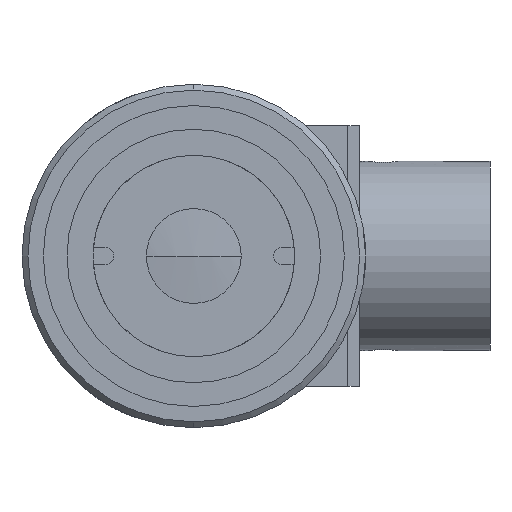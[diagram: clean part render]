
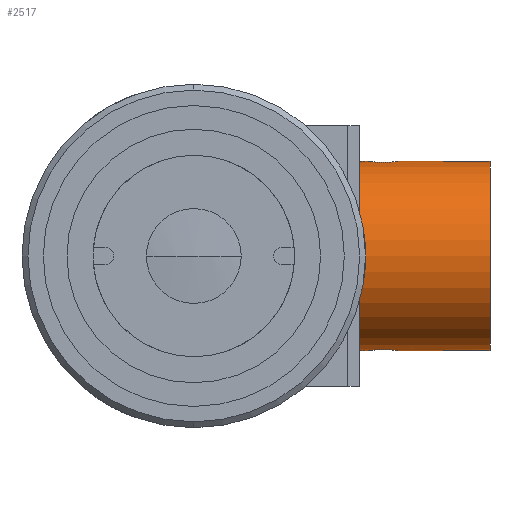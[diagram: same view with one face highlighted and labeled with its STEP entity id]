
A CAD part, front view. The second image highlights one B-rep face of the part: STEP entity #2517.
In plain terms, the highlighted cylindrical face has radius 8 mm (diameter 16 mm), a partial arc.
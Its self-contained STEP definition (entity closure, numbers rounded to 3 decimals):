
#1 = CARTESIAN_POINT ( 'NONE',  ( 15.836, -72.67, -7.902 ) ) ;
#11 = CARTESIAN_POINT ( 'NONE',  ( 17.25, -71.42, -8. ) ) ;
#23 = VECTOR ( 'NONE', #2591, 1000. ) ;
#30 = VECTOR ( 'NONE', #2563, 1000. ) ;
#106 = CARTESIAN_POINT ( 'NONE',  ( 17.25, -71.42, 8. ) ) ;
#126 = VERTEX_POINT ( 'NONE', #2427 ) ;
#149 = CARTESIAN_POINT ( 'NONE',  ( 14., -71.42, -8. ) ) ;
#156 = ORIENTED_EDGE ( 'NONE', *, *, #1827, .T. ) ;
#212 = CARTESIAN_POINT ( 'NONE',  ( 16.328, -72.637, 7.907 ) ) ;
#218 = VECTOR ( 'NONE', #2653, 1000. ) ;
#227 = CARTESIAN_POINT ( 'NONE',  ( 14.75, -71.502, 8. ) ) ;
#253 = CARTESIAN_POINT ( 'NONE',  ( 14., -71.42, 0. ) ) ;
#274 = VERTEX_POINT ( 'NONE', #2125 ) ;
#304 = CARTESIAN_POINT ( 'NONE',  ( 16.164, -72.662, -7.903 ) ) ;
#335 = ORIENTED_EDGE ( 'NONE', *, *, #3561, .T. ) ;
#454 = CARTESIAN_POINT ( 'NONE',  ( 14., -71.42, 0. ) ) ;
#517 = CARTESIAN_POINT ( 'NONE',  ( 15.919, -72.67, 7.902 ) ) ;
#521 = EDGE_CURVE ( 'NONE', #2011, #1079, #3150, .T. ) ;
#522 = CARTESIAN_POINT ( 'NONE',  ( 14., -71.42, 8. ) ) ;
#591 = CARTESIAN_POINT ( 'NONE',  ( 14.75, -71.585, -8. ) ) ;
#600 = CARTESIAN_POINT ( 'NONE',  ( 16.403, -72.606, -7.912 ) ) ;
#721 = DIRECTION ( 'NONE',  ( -1., 0., 0. ) ) ;
#731 = B_SPLINE_CURVE_WITH_KNOTS ( 'NONE', 3,
 ( #3153, #803, #2573, #3439, #1686, #3745, #1979, #212, #2280, #517, #2587, #820, #2876, #1114, #3168, #1402, #3457, #1703, #3759, #1994, #227, #2293 ),
 .UNSPECIFIED., .F., .F.,
 ( 4, 2, 2, 2, 2, 2, 2, 2, 2, 2, 4 ),
 ( 0., 0., 0.001, 0.001, 0.002, 0.002, 0.002, 0.003, 0.003, 0.004, 0.004 ),
 .UNSPECIFIED. ) ;
#803 = CARTESIAN_POINT ( 'NONE',  ( 17.25, -71.585, 8. ) ) ;
#820 = CARTESIAN_POINT ( 'NONE',  ( 15.675, -72.63, 7.908 ) ) ;
#900 = CARTESIAN_POINT ( 'NONE',  ( 14.75, -71.42, -8. ) ) ;
#907 = CARTESIAN_POINT ( 'NONE',  ( 16.767, -72.42, -7.938 ) ) ;
#970 = EDGE_CURVE ( 'NONE', #274, #2124, #3349, .T. ) ;
#1079 = VERTEX_POINT ( 'NONE', #3485 ) ;
#1114 = CARTESIAN_POINT ( 'NONE',  ( 15.37, -72.512, 7.925 ) ) ;
#1186 = CARTESIAN_POINT ( 'NONE',  ( 14.908, -72.05, -7.977 ) ) ;
#1202 = CARTESIAN_POINT ( 'NONE',  ( 17.092, -72.05, -7.977 ) ) ;
#1269 = CARTESIAN_POINT ( 'NONE',  ( 14.75, -71.42, 8. ) ) ;
#1365 = B_SPLINE_CURVE_WITH_KNOTS ( 'NONE', 3,
 ( #900, #591, #2364, #1186, #3245, #1479, #3532, #1778, #1, #2074, #304, #2379, #600, #2668, #907, #2967, #1202, #3254, #1490, #3548, #1789, #11 ),
 .UNSPECIFIED., .F., .F.,
 ( 4, 2, 2, 2, 2, 2, 2, 2, 2, 2, 4 ),
 ( 0., 0., 0.001, 0.001, 0.002, 0.002, 0.002, 0.003, 0.003, 0.004, 0.004 ),
 .UNSPECIFIED. ) ;
#1368 = CARTESIAN_POINT ( 'NONE',  ( 17.25, -71.42, -8. ) ) ;
#1402 = CARTESIAN_POINT ( 'NONE',  ( 15., -72.187, 7.964 ) ) ;
#1405 = DIRECTION ( 'NONE',  ( -1., 0., 0. ) ) ;
#1436 = CARTESIAN_POINT ( 'NONE',  ( 14., -71.42, 0. ) ) ;
#1479 = CARTESIAN_POINT ( 'NONE',  ( 15.231, -72.419, -7.938 ) ) ;
#1490 = CARTESIAN_POINT ( 'NONE',  ( 17.21, -71.745, -7.994 ) ) ;
#1492 = EDGE_CURVE ( 'NONE', #3691, #3334, #3346, .T. ) ;
#1502 = EDGE_CURVE ( 'NONE', #3334, #3836, #1365, .T. ) ;
#1512 = CARTESIAN_POINT ( 'NONE',  ( 14., -71.42, -8. ) ) ;
#1589 = ORIENTED_EDGE ( 'NONE', *, *, #3619, .F. ) ;
#1601 = LINE ( 'NONE', #522, #23 ) ;
#1635 = AXIS2_PLACEMENT_3D ( 'NONE', #253, #1768, #2338 ) ;
#1686 = CARTESIAN_POINT ( 'NONE',  ( 16.999, -72.189, 7.964 ) ) ;
#1703 = CARTESIAN_POINT ( 'NONE',  ( 14.814, -71.823, 7.99 ) ) ;
#1729 = DIRECTION ( 'NONE',  ( 0., 0., 1. ) ) ;
#1737 = ORIENTED_EDGE ( 'NONE', *, *, #3120, .F. ) ;
#1749 = CIRCLE ( 'NONE', #3103, 8. ) ;
#1768 = DIRECTION ( 'NONE',  ( 1., 0., 0. ) ) ;
#1778 = CARTESIAN_POINT ( 'NONE',  ( 15.672, -72.637, -7.907 ) ) ;
#1789 = CARTESIAN_POINT ( 'NONE',  ( 17.25, -71.502, -8. ) ) ;
#1827 = EDGE_CURVE ( 'NONE', #2011, #1961, #731, .T. ) ;
#1961 = VERTEX_POINT ( 'NONE', #1269 ) ;
#1979 = CARTESIAN_POINT ( 'NONE',  ( 16.629, -72.512, 7.925 ) ) ;
#1994 = CARTESIAN_POINT ( 'NONE',  ( 14.758, -71.585, 7.999 ) ) ;
#2011 = VERTEX_POINT ( 'NONE', #106 ) ;
#2017 = EDGE_LOOP ( 'NONE', ( #1737, #2151, #1589, #2670, #2598, #3521, #335, #2042, #156 ) ) ;
#2029 = FACE_OUTER_BOUND ( 'NONE', #2017, .T. ) ;
#2042 = ORIENTED_EDGE ( 'NONE', *, *, #521, .F. ) ;
#2074 = CARTESIAN_POINT ( 'NONE',  ( 16.081, -72.67, -7.902 ) ) ;
#2120 = AXIS2_PLACEMENT_3D ( 'NONE', #3171, #1405, #3459 ) ;
#2124 = VERTEX_POINT ( 'NONE', #3391 ) ;
#2125 = CARTESIAN_POINT ( 'NONE',  ( 14., -79.42, 0. ) ) ;
#2151 = ORIENTED_EDGE ( 'NONE', *, *, #970, .F. ) ;
#2280 = CARTESIAN_POINT ( 'NONE',  ( 16.164, -72.67, 7.902 ) ) ;
#2293 = CARTESIAN_POINT ( 'NONE',  ( 14.75, -71.42, 8. ) ) ;
#2306 = CARTESIAN_POINT ( 'NONE',  ( 14., -71.42, 8. ) ) ;
#2338 = DIRECTION ( 'NONE',  ( 0., 0., -1. ) ) ;
#2364 = CARTESIAN_POINT ( 'NONE',  ( 14.783, -71.748, -7.995 ) ) ;
#2378 = VECTOR ( 'NONE', #3161, 1000. ) ;
#2379 = CARTESIAN_POINT ( 'NONE',  ( 16.325, -72.63, -7.908 ) ) ;
#2390 = EDGE_CURVE ( 'NONE', #3836, #126, #2398, .T. ) ;
#2398 = LINE ( 'NONE', #149, #30 ) ;
#2427 = CARTESIAN_POINT ( 'NONE',  ( 25., -71.42, -8. ) ) ;
#2459 = CARTESIAN_POINT ( 'NONE',  ( 14.75, -71.42, -8. ) ) ;
#2517 = ADVANCED_FACE ( 'NONE', ( #2029 ), #3494, .T. ) ;
#2563 = DIRECTION ( 'NONE',  ( 1., 0., 0. ) ) ;
#2573 = CARTESIAN_POINT ( 'NONE',  ( 17.217, -71.748, 7.995 ) ) ;
#2587 = CARTESIAN_POINT ( 'NONE',  ( 15.836, -72.662, 7.903 ) ) ;
#2591 = DIRECTION ( 'NONE',  ( 1., 0., 0. ) ) ;
#2598 = ORIENTED_EDGE ( 'NONE', *, *, #1502, .T. ) ;
#2653 = DIRECTION ( 'NONE',  ( 1., 0., 0. ) ) ;
#2668 = CARTESIAN_POINT ( 'NONE',  ( 16.63, -72.512, -7.925 ) ) ;
#2670 = ORIENTED_EDGE ( 'NONE', *, *, #1492, .T. ) ;
#2805 = AXIS2_PLACEMENT_3D ( 'NONE', #454, #721, #3684 ) ;
#2876 = CARTESIAN_POINT ( 'NONE',  ( 15.597, -72.606, 7.912 ) ) ;
#2967 = CARTESIAN_POINT ( 'NONE',  ( 17., -72.187, -7.964 ) ) ;
#3103 = AXIS2_PLACEMENT_3D ( 'NONE', #1436, #3484, #1729 ) ;
#3120 = EDGE_CURVE ( 'NONE', #2124, #1961, #1601, .T. ) ;
#3150 = LINE ( 'NONE', #2306, #2378 ) ;
#3153 = CARTESIAN_POINT ( 'NONE',  ( 17.25, -71.42, 8. ) ) ;
#3161 = DIRECTION ( 'NONE',  ( 1., 0., 0. ) ) ;
#3168 = CARTESIAN_POINT ( 'NONE',  ( 15.233, -72.42, 7.938 ) ) ;
#3171 = CARTESIAN_POINT ( 'NONE',  ( 25., -71.42, 0. ) ) ;
#3222 = CARTESIAN_POINT ( 'NONE',  ( 14., -71.42, -8. ) ) ;
#3245 = CARTESIAN_POINT ( 'NONE',  ( 15.001, -72.189, -7.964 ) ) ;
#3254 = CARTESIAN_POINT ( 'NONE',  ( 17.186, -71.823, -7.99 ) ) ;
#3334 = VERTEX_POINT ( 'NONE', #2459 ) ;
#3346 = LINE ( 'NONE', #3222, #218 ) ;
#3349 = CIRCLE ( 'NONE', #2805, 8. ) ;
#3391 = CARTESIAN_POINT ( 'NONE',  ( 14., -71.42, 8. ) ) ;
#3439 = CARTESIAN_POINT ( 'NONE',  ( 17.092, -72.05, 7.977 ) ) ;
#3457 = CARTESIAN_POINT ( 'NONE',  ( 14.908, -72.05, 7.977 ) ) ;
#3459 = DIRECTION ( 'NONE',  ( 0., 0., 1. ) ) ;
#3484 = DIRECTION ( 'NONE',  ( -1., 0., 0. ) ) ;
#3485 = CARTESIAN_POINT ( 'NONE',  ( 25., -71.42, 8. ) ) ;
#3493 = CIRCLE ( 'NONE', #2120, 8. ) ;
#3494 = CYLINDRICAL_SURFACE ( 'NONE', #1635, 8. ) ;
#3521 = ORIENTED_EDGE ( 'NONE', *, *, #2390, .T. ) ;
#3532 = CARTESIAN_POINT ( 'NONE',  ( 15.371, -72.512, -7.925 ) ) ;
#3548 = CARTESIAN_POINT ( 'NONE',  ( 17.242, -71.585, -7.999 ) ) ;
#3561 = EDGE_CURVE ( 'NONE', #126, #1079, #3493, .T. ) ;
#3619 = EDGE_CURVE ( 'NONE', #3691, #274, #1749, .T. ) ;
#3684 = DIRECTION ( 'NONE',  ( 0., 0., 1. ) ) ;
#3691 = VERTEX_POINT ( 'NONE', #1512 ) ;
#3745 = CARTESIAN_POINT ( 'NONE',  ( 16.769, -72.419, 7.938 ) ) ;
#3759 = CARTESIAN_POINT ( 'NONE',  ( 14.79, -71.745, 7.994 ) ) ;
#3836 = VERTEX_POINT ( 'NONE', #1368 ) ;
